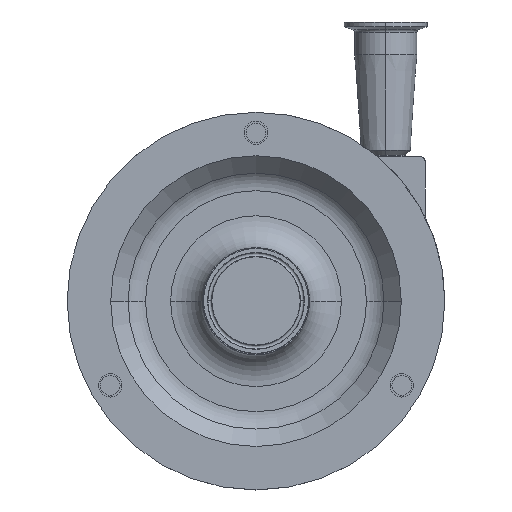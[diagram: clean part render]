
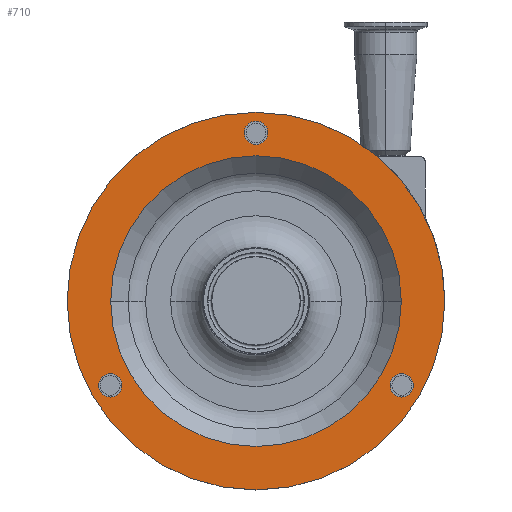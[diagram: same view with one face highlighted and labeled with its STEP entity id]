
A CAD part, top view. The second image highlights one B-rep face of the part: STEP entity #710.
In plain terms, the highlighted planar face has unit normal (0, 0, 1).
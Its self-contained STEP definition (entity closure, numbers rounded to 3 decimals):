
#6 = DIRECTION ( 'NONE',  ( 0., 0., -1. ) ) ;
#77 = AXIS2_PLACEMENT_3D ( 'NONE', #275, #9058, #13480 ) ;
#102 = DIRECTION ( 'NONE',  ( 1., 0., 0. ) ) ;
#143 = FACE_BOUND ( 'NONE', #1868, .T. ) ;
#236 = DIRECTION ( 'NONE',  ( 0., 0., 1. ) ) ;
#275 = CARTESIAN_POINT ( 'NONE',  ( 0., 0., 191.5 ) ) ;
#411 = CARTESIAN_POINT ( 'NONE',  ( 0., 32., 191.5 ) ) ;
#454 = CIRCLE ( 'NONE', #2290, 115. ) ;
#654 = EDGE_LOOP ( 'NONE', ( #13139, #11314 ) ) ;
#667 = EDGE_LOOP ( 'NONE', ( #12854, #11810 ) ) ;
#710 = ADVANCED_FACE ( 'NONE', ( #6952, #11022, #143, #3244, #9191 ), #4332, .F. ) ;
#861 = DIRECTION ( 'NONE',  ( 1., 0., 0. ) ) ;
#985 = AXIS2_PLACEMENT_3D ( 'NONE', #1440, #236, #1585 ) ;
#1220 = CIRCLE ( 'NONE', #985, 7.144 ) ;
#1250 = VERTEX_POINT ( 'NONE', #12574 ) ;
#1440 = CARTESIAN_POINT ( 'NONE',  ( 0., 102.5, 191.5 ) ) ;
#1477 = AXIS2_PLACEMENT_3D ( 'NONE', #12916, #12841, #861 ) ;
#1585 = DIRECTION ( 'NONE',  ( 1., 0., 0. ) ) ;
#1598 = DIRECTION ( 'NONE',  ( 0., 0., 1. ) ) ;
#1688 = CARTESIAN_POINT ( 'NONE',  ( 7.144, 102.5, 191.5 ) ) ;
#1810 = VERTEX_POINT ( 'NONE', #13685 ) ;
#1868 = EDGE_LOOP ( 'NONE', ( #8276, #5359 ) ) ;
#2283 = EDGE_CURVE ( 'NONE', #11771, #7170, #454, .T. ) ;
#2290 = AXIS2_PLACEMENT_3D ( 'NONE', #3706, #1598, #2544 ) ;
#2544 = DIRECTION ( 'NONE',  ( 1., 0., 0. ) ) ;
#2566 = CARTESIAN_POINT ( 'NONE',  ( -88.768, -51.25, 191.5 ) ) ;
#2590 = DIRECTION ( 'NONE',  ( 0., 0., 1. ) ) ;
#2715 = EDGE_CURVE ( 'NONE', #1810, #13979, #1220, .T. ) ;
#2883 = EDGE_CURVE ( 'NONE', #10157, #10380, #11342, .T. ) ;
#3118 = EDGE_CURVE ( 'NONE', #1250, #11934, #13877, .T. ) ;
#3184 = CARTESIAN_POINT ( 'NONE',  ( 88.5, 0., 191.5 ) ) ;
#3244 = FACE_BOUND ( 'NONE', #654, .T. ) ;
#3431 = EDGE_CURVE ( 'NONE', #5004, #6111, #5382, .T. ) ;
#3436 = CARTESIAN_POINT ( 'NONE',  ( 95.911, -51.25, 191.5 ) ) ;
#3437 = ORIENTED_EDGE ( 'NONE', *, *, #4632, .F. ) ;
#3499 = ORIENTED_EDGE ( 'NONE', *, *, #2283, .T. ) ;
#3621 = EDGE_CURVE ( 'NONE', #11934, #1250, #6280, .T. ) ;
#3706 = CARTESIAN_POINT ( 'NONE',  ( 0., 0., 191.5 ) ) ;
#3808 = CARTESIAN_POINT ( 'NONE',  ( -95.911, -51.25, 191.5 ) ) ;
#4112 = DIRECTION ( 'NONE',  ( 0., 0., 1. ) ) ;
#4332 = PLANE ( 'NONE',  #8253 ) ;
#4632 = EDGE_CURVE ( 'NONE', #10380, #10157, #7896, .T. ) ;
#4981 = CIRCLE ( 'NONE', #10057, 115. ) ;
#4983 = DIRECTION ( 'NONE',  ( 0., 0., 1. ) ) ;
#5004 = VERTEX_POINT ( 'NONE', #13572 ) ;
#5129 = DIRECTION ( 'NONE',  ( 1., 0., 0. ) ) ;
#5228 = ORIENTED_EDGE ( 'NONE', *, *, #2883, .F. ) ;
#5359 = ORIENTED_EDGE ( 'NONE', *, *, #7405, .F. ) ;
#5369 = CARTESIAN_POINT ( 'NONE',  ( 0., 102.5, 191.5 ) ) ;
#5382 = CIRCLE ( 'NONE', #10902, 7.144 ) ;
#5406 = CIRCLE ( 'NONE', #1477, 7.144 ) ;
#5920 = DIRECTION ( 'NONE',  ( 1., 0., 0. ) ) ;
#5925 = CARTESIAN_POINT ( 'NONE',  ( 81.624, -51.25, 191.5 ) ) ;
#6111 = VERTEX_POINT ( 'NONE', #3808 ) ;
#6133 = AXIS2_PLACEMENT_3D ( 'NONE', #5369, #14268, #102 ) ;
#6145 = EDGE_LOOP ( 'NONE', ( #5228, #3437 ) ) ;
#6280 = CIRCLE ( 'NONE', #77, 88.5 ) ;
#6952 = FACE_OUTER_BOUND ( 'NONE', #11116, .T. ) ;
#7013 = CARTESIAN_POINT ( 'NONE',  ( 0., 0., 191.5 ) ) ;
#7170 = VERTEX_POINT ( 'NONE', #11773 ) ;
#7286 = CARTESIAN_POINT ( 'NONE',  ( 115., 0., 191.5 ) ) ;
#7405 = EDGE_CURVE ( 'NONE', #6111, #5004, #5406, .T. ) ;
#7434 = AXIS2_PLACEMENT_3D ( 'NONE', #8221, #4983, #5129 ) ;
#7896 = CIRCLE ( 'NONE', #7434, 7.144 ) ;
#8079 = CARTESIAN_POINT ( 'NONE',  ( 88.768, -51.25, 191.5 ) ) ;
#8221 = CARTESIAN_POINT ( 'NONE',  ( 88.768, -51.25, 191.5 ) ) ;
#8253 = AXIS2_PLACEMENT_3D ( 'NONE', #411, #6, #13197 ) ;
#8276 = ORIENTED_EDGE ( 'NONE', *, *, #3431, .F. ) ;
#8347 = AXIS2_PLACEMENT_3D ( 'NONE', #8079, #2590, #5920 ) ;
#8504 = DIRECTION ( 'NONE',  ( 1., 0., 0. ) ) ;
#8634 = ORIENTED_EDGE ( 'NONE', *, *, #10328, .T. ) ;
#9058 = DIRECTION ( 'NONE',  ( 0., 0., 1. ) ) ;
#9191 = FACE_BOUND ( 'NONE', #667, .T. ) ;
#9265 = DIRECTION ( 'NONE',  ( 0., 0., 1. ) ) ;
#10057 = AXIS2_PLACEMENT_3D ( 'NONE', #7013, #11131, #11411 ) ;
#10156 = AXIS2_PLACEMENT_3D ( 'NONE', #10873, #4112, #8504 ) ;
#10157 = VERTEX_POINT ( 'NONE', #3436 ) ;
#10328 = EDGE_CURVE ( 'NONE', #7170, #11771, #4981, .T. ) ;
#10343 = DIRECTION ( 'NONE',  ( 1., 0., 0. ) ) ;
#10380 = VERTEX_POINT ( 'NONE', #5925 ) ;
#10742 = CIRCLE ( 'NONE', #6133, 7.144 ) ;
#10873 = CARTESIAN_POINT ( 'NONE',  ( 0., 0., 191.5 ) ) ;
#10902 = AXIS2_PLACEMENT_3D ( 'NONE', #2566, #9265, #10343 ) ;
#11022 = FACE_BOUND ( 'NONE', #6145, .T. ) ;
#11116 = EDGE_LOOP ( 'NONE', ( #3499, #8634 ) ) ;
#11131 = DIRECTION ( 'NONE',  ( 0., 0., 1. ) ) ;
#11314 = ORIENTED_EDGE ( 'NONE', *, *, #2715, .F. ) ;
#11342 = CIRCLE ( 'NONE', #8347, 7.144 ) ;
#11359 = EDGE_CURVE ( 'NONE', #13979, #1810, #10742, .T. ) ;
#11411 = DIRECTION ( 'NONE',  ( 1., 0., 0. ) ) ;
#11771 = VERTEX_POINT ( 'NONE', #7286 ) ;
#11773 = CARTESIAN_POINT ( 'NONE',  ( -115., 0., 191.5 ) ) ;
#11810 = ORIENTED_EDGE ( 'NONE', *, *, #3118, .F. ) ;
#11934 = VERTEX_POINT ( 'NONE', #3184 ) ;
#12574 = CARTESIAN_POINT ( 'NONE',  ( -88.5, 0., 191.5 ) ) ;
#12841 = DIRECTION ( 'NONE',  ( 0., 0., 1. ) ) ;
#12854 = ORIENTED_EDGE ( 'NONE', *, *, #3621, .F. ) ;
#12916 = CARTESIAN_POINT ( 'NONE',  ( -88.768, -51.25, 191.5 ) ) ;
#13139 = ORIENTED_EDGE ( 'NONE', *, *, #11359, .F. ) ;
#13197 = DIRECTION ( 'NONE',  ( 0., -1., 0. ) ) ;
#13480 = DIRECTION ( 'NONE',  ( 1., 0., 0. ) ) ;
#13572 = CARTESIAN_POINT ( 'NONE',  ( -81.624, -51.25, 191.5 ) ) ;
#13685 = CARTESIAN_POINT ( 'NONE',  ( -7.144, 102.5, 191.5 ) ) ;
#13877 = CIRCLE ( 'NONE', #10156, 88.5 ) ;
#13979 = VERTEX_POINT ( 'NONE', #1688 ) ;
#14268 = DIRECTION ( 'NONE',  ( 0., 0., 1. ) ) ;
